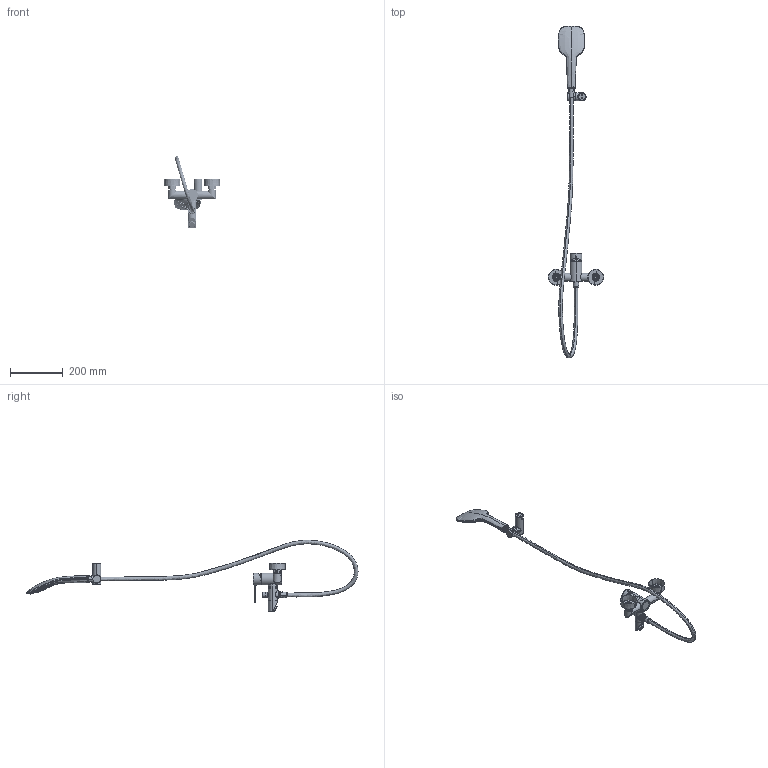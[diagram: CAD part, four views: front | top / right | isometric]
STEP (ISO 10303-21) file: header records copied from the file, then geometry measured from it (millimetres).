
FILE_DESCRIPTION (( 'STEP AP203' ), '1' );
FILE_NAME ('840501Q3IX.STEP', '2025-02-05T07:09:46', ( '' ), ( '' ), 'SwSTEP 2.0', 'SolidWorks 2021', '' );
FILE_SCHEMA (( 'CONFIG_CONTROL_DESIGN' ));
Products named in the file (1): 840501Q3IX
Bounding box: 210 x 1260.33 x 271.62 mm (x, y, z)
Volume: 683029.8 mm3; surface area: 329902.3 mm2
Topology: 33 solids, 33 shells, 4121 faces, 11533 edges, 7554 vertices
Faces by surface type: bspline 1975, cylinder 1013, plane 550, cone 535, torus 44, sphere 4
Entity records: 400171 total; most frequent: CARTESIAN_POINT 316908, ORIENTED_EDGE 22846, EDGE_CURVE 11423, DIRECTION 8962, VERTEX_POINT 7550, B_SPLINE_CURVE_WITH_KNOTS 7295, EDGE_LOOP 4599, FACE_OUTER_BOUND 4120
